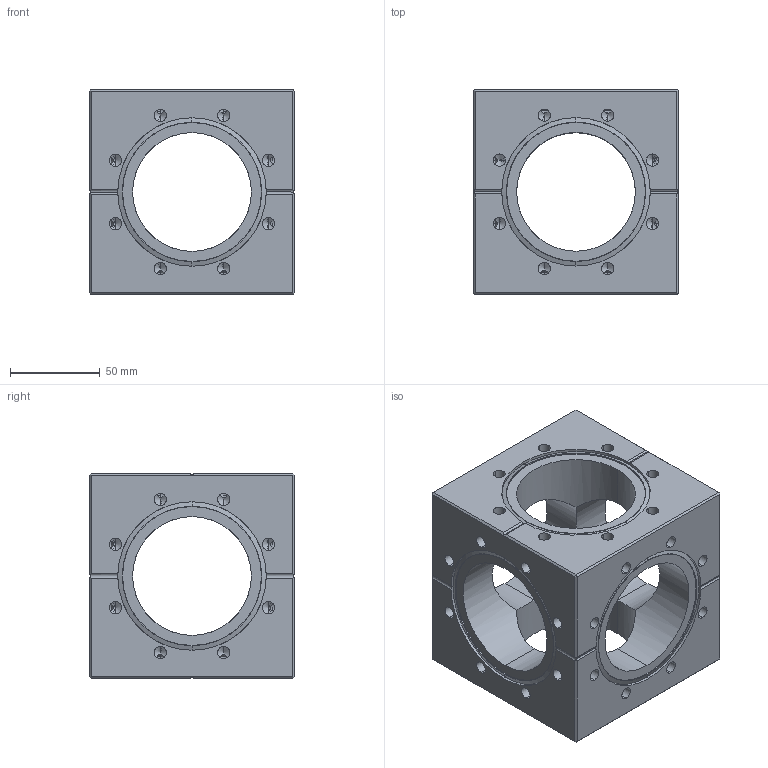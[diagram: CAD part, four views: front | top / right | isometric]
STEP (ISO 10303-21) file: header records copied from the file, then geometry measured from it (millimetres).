
FILE_DESCRIPTION (( 'STEP AP214' ), '1' );
FILE_NAME ('470RKK063.step', '2017-07-10T05:05:09', ( 'install' ), ( '' ), 'SwSTEP 2.0', 'SolidWorks 2015', '' );
FILE_SCHEMA (( 'AUTOMOTIVE_DESIGN' ));
Length unit declared in the file: millimetre
Products named in the file (1): 470RKK063
Bounding box: 114 x 114 x 114 mm (x, y, z)
Volume: 681806.4 mm3; surface area: 104566.3 mm2
Topology: 1 solids, 1 shells, 310 faces, 884 edges, 476 vertices
Faces by surface type: cylinder 138, cone 120, plane 40, torus 12
Entity records: 11054 total; most frequent: CARTESIAN_POINT 2551, ORIENTED_EDGE 1576, DIRECTION 1572, EDGE_CURVE 788, AXIS2_PLACEMENT_3D 621, VERTEX_POINT 476, EDGE_LOOP 364, LINE 330
